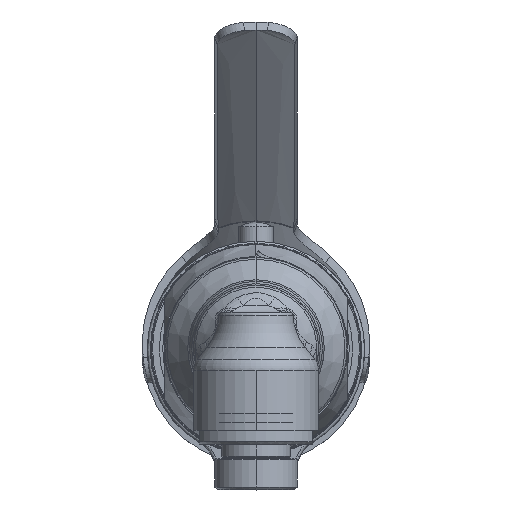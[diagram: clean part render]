
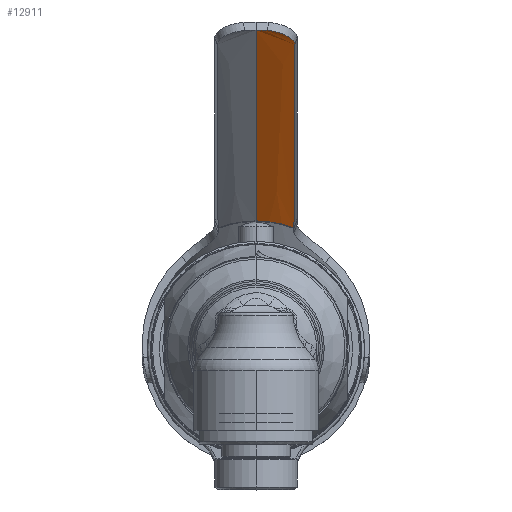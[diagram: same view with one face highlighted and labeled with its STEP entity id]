
A CAD part, top view. The second image highlights one B-rep face of the part: STEP entity #12911.
In plain terms, the highlighted conical face has half-angle 5 degrees and reference radius 22.769 mm.
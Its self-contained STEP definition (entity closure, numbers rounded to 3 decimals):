
#11783=DIRECTION('',(0.087,0.996,0.));
#11784=VECTOR('',#11783,97.648);
#11785=CARTESIAN_POINT('',(-1.486,22.221,0.));
#11786=LINE('',#11785,#11784);
#11999=CARTESIAN_POINT('',(-20.,119.498,0.));
#12000=DIRECTION('',(0.,1.,0.));
#12001=DIRECTION('',(0.998,0.,0.071));
#12002=AXIS2_PLACEMENT_3D('',#11999,#12000,#12001);
#12015=CARTESIAN_POINT('',(5.702,114.585,6.83));
#12016=CARTESIAN_POINT('',(5.73,114.887,6.83));
#12017=CARTESIAN_POINT('',(5.798,115.491,6.781));
#12018=CARTESIAN_POINT('',(5.955,116.458,6.51));
#12019=CARTESIAN_POINT('',(6.142,117.321,6.062));
#12020=CARTESIAN_POINT('',(6.338,118.053,5.47));
#12021=CARTESIAN_POINT('',(6.515,118.608,4.823));
#12022=CARTESIAN_POINT('',(6.698,119.095,3.989));
#12023=CARTESIAN_POINT('',(6.859,119.422,2.986));
#12024=CARTESIAN_POINT('',(6.931,119.498,2.277));
#12025=CARTESIAN_POINT('',(6.957,119.498,1.906));
#12030=CARTESIAN_POINT('',(-2.732,22.221,
6.675));
#12031=CARTESIAN_POINT('',(-2.381,26.001,
6.684));
#12032=CARTESIAN_POINT('',(-1.681,33.553,
6.701));
#12033=CARTESIAN_POINT('',(-0.64,44.851,
6.724));
#12034=CARTESIAN_POINT('',(0.397,56.153,
6.745));
#12035=CARTESIAN_POINT('',(1.431,67.473,6.764));
#12036=CARTESIAN_POINT('',(2.466,78.838,6.782));
#12037=CARTESIAN_POINT('',(3.514,90.376,6.799));
#12038=CARTESIAN_POINT('',(4.584,102.2,6.815));
#12039=CARTESIAN_POINT('',(5.326,110.41,6.825));
#12040=CARTESIAN_POINT('',(5.702,114.585,6.83));
#12045=CARTESIAN_POINT('',(-20.,22.221,0.));
#12046=DIRECTION('',(0.,1.,0.));
#12047=DIRECTION('',(0.933,0.,0.361));
#12048=AXIS2_PLACEMENT_3D('',#12045,#12046,#12047);
#12393=CARTESIAN_POINT('',(-1.486,22.221,0.));
#12394=VERTEX_POINT('',#12393);
#12395=CARTESIAN_POINT('',(7.024,119.498,0.));
#12396=VERTEX_POINT('',#12395);
#12401=CARTESIAN_POINT('',(-2.732,22.221,
6.675));
#12403=VERTEX_POINT('',#12401);
#12407=CARTESIAN_POINT('',(5.702,114.585,6.83));
#12408=VERTEX_POINT('',#12407);
#12409=VERTEX_POINT('',#12025);
#12898=CARTESIAN_POINT('',(-20.,70.859,0.));
#12899=DIRECTION('',(0.,1.,0.));
#12900=DIRECTION('',(-0.933,0.,-0.361));
#12901=AXIS2_PLACEMENT_3D('',#12898,#12899,#12900);
#12902=CONICAL_SURFACE('',#12901,22.769,5.);
#12903=ORIENTED_EDGE('',*,*,#12864,.F.);
#12904=ORIENTED_EDGE('',*,*,#12831,.F.);
#12906=ORIENTED_EDGE('',*,*,#12905,.T.);
#12907=ORIENTED_EDGE('',*,*,#12718,.T.);
#12908=ORIENTED_EDGE('',*,*,#12891,.F.);
#12909=EDGE_LOOP('',(#12903,#12904,#12906,#12907,#12908));
#12910=FACE_OUTER_BOUND('',#12909,.F.);
#12003=CIRCLE('',#12002,27.024);
#12026=B_SPLINE_CURVE_WITH_KNOTS('',3,(#12015,#12016,#12017,#12018,#12019,
#12020,#12021,#12022,#12023,#12024,#12025),.UNSPECIFIED.,.F.,.F.,(4,1,1,1,1,1,1,
1,4),(0.,0.125,0.25,0.375,0.5,0.625,0.75,0.875,1.),
.UNSPECIFIED.);
#12041=B_SPLINE_CURVE_WITH_KNOTS('',3,(#12030,#12031,#12032,#12033,#12034,
#12035,#12036,#12037,#12038,#12039,#12040),.UNSPECIFIED.,.F.,.F.,(4,1,1,1,1,1,1,
1,4),(0.,0.125,0.25,0.375,0.5,0.625,0.75,0.875,1.),
.UNSPECIFIED.);
#12049=CIRCLE('',#12048,18.514);
#12718=EDGE_CURVE('',#12394,#12396,#11786,.T.);
#12831=EDGE_CURVE('',#12403,#12408,#12041,.T.);
#12864=EDGE_CURVE('',#12408,#12409,#12026,.T.);
#12891=EDGE_CURVE('',#12409,#12396,#12003,.T.);
#12905=EDGE_CURVE('',#12403,#12394,#12049,.T.);
#12911=ADVANCED_FACE('',(#12910),#12902,.F.);
